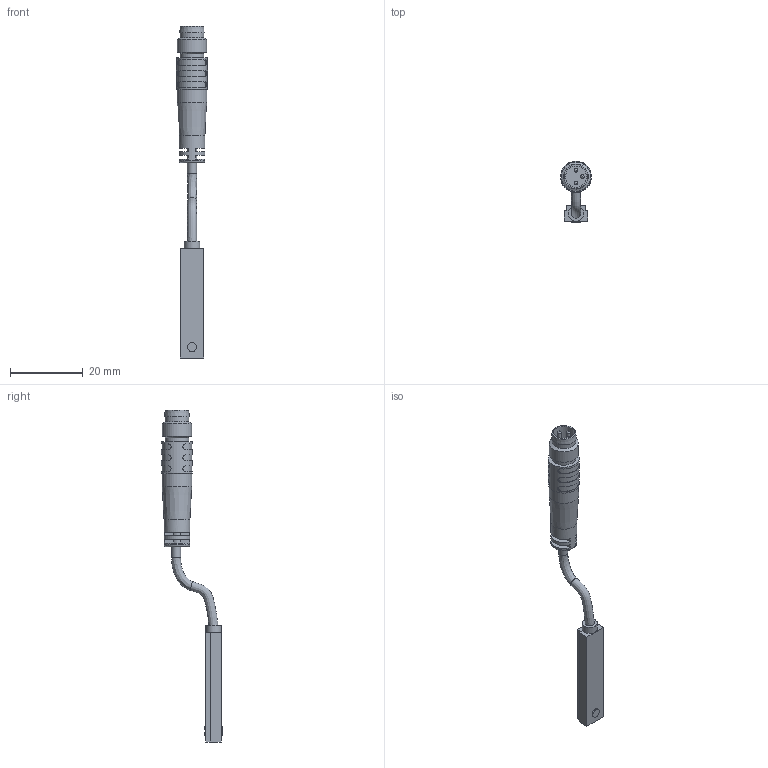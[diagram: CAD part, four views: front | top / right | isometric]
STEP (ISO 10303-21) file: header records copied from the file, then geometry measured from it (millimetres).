
FILE_DESCRIPTION(/* description */ ('SENS. AD AMPOLLA 3 FILI CONN. M8'),/* implementation_level */ '2;1');
FILE_NAME(/* name */ 'MRS_UAP.stp',/* time_stamp */ '2015-01-19T08:11:52+01:00',/* author */ ('maniean1'),/* organization */ ('Pneumax S.p.A.'),/* preprocessor_version */ 'ST-DEVELOPER v15.2',/* originating_system */ 'Autodesk Inventor 2014',/* authorisation */ '');
FILE_SCHEMA (('AUTOMOTIVE_DESIGN { 1 0 10303 214 3 1 1 }'));
Length unit declared in the file: millimetre
Products named in the file (1): MRS_UAP
Bounding box: 8.5 x 16.75 x 91.02 mm (x, y, z)
Volume: 2489.1 mm3; surface area: 2193.3 mm2
Topology: 1 solids, 1 shells, 100 faces, 257 edges, 174 vertices
Faces by surface type: plane 50, cylinder 38, cone 5, sphere 3, bspline 3, torus 1
Full cylindrical faces by diameter (mm): 1 x3, 2.5 x1, 4.2 x1, 5.8 x1, 6.5 x2, 7.1 x1, 8 x1, 8.1 x1, 8.5 x1
Entity records: 3830 total; most frequent: CARTESIAN_POINT 1520, ORIENTED_EDGE 448, DIRECTION 439, EDGE_CURVE 224, AXIS2_PLACEMENT_3D 173, VERTEX_POINT 165, EDGE_LOOP 139, ADVANCED_FACE 100
